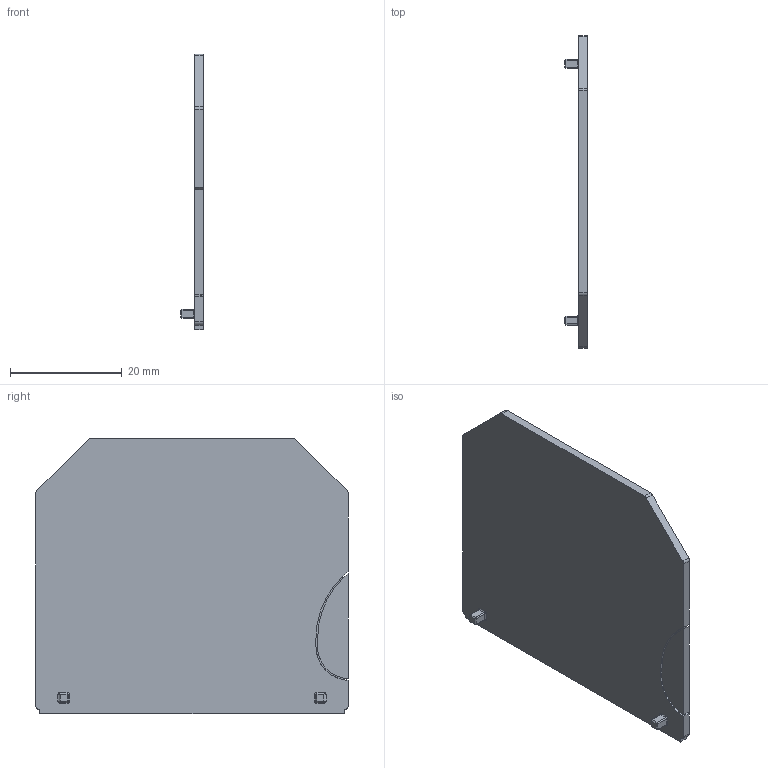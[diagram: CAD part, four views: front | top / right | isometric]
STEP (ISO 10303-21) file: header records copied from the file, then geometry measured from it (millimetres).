
FILE_DESCRIPTION(('CATIA V5 STEP Exchange','CAx-IF Rec.Pracs.--- Model Styling and Organization---1.4--- 2014-01-23'),'2;1');
FILE_NAME ('004684-2_1', '2021-07-07T07:50:41+00:00', ('none'), ('Weidmueller'), 'CATIA Version 5-6 Release 2016 SP3 HF44', 'CATIA V5 STEP AP214', 'none');
FILE_SCHEMA(('AUTOMOTIVE_DESIGN { 1 0 10303 214 1 1 1 1 }'));
Length unit declared in the file: millimetre
Products named in the file (1): 1050100000
Bounding box: 4 x 56 x 49.35 mm (x, y, z)
Volume: 4009.2 mm3; surface area: 5712.9 mm2
Topology: 1 solids, 1 shells, 80 faces, 195 edges, 111 vertices
Faces by surface type: plane 36, cylinder 28, cone 8, torus 8
Entity records: 2262 total; most frequent: CARTESIAN_POINT 386, ORIENTED_EDGE 374, DIRECTION 325, EDGE_CURVE 187, AXIS2_PLACEMENT_3D 137, VECTOR 117, LINE 117, VERTEX_POINT 111
